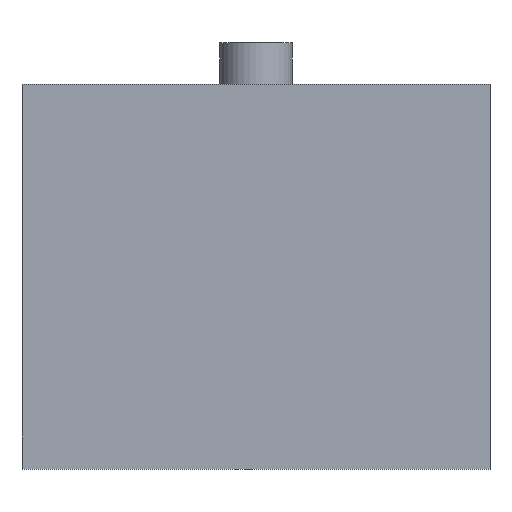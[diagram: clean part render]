
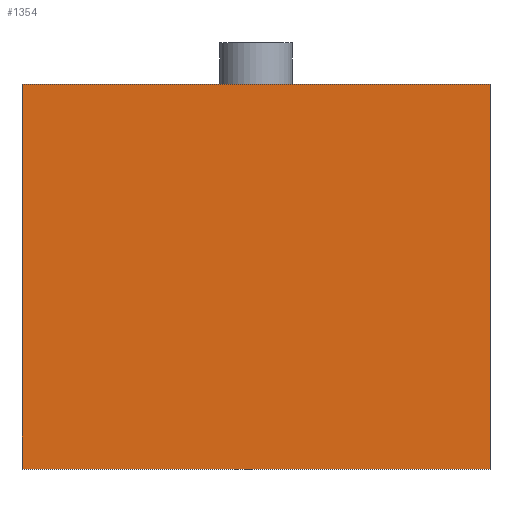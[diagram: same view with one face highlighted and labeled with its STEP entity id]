
A CAD part, top view. The second image highlights one B-rep face of the part: STEP entity #1354.
In plain terms, the highlighted planar face has unit normal (0, 0, 1).
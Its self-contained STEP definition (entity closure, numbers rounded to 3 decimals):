
#64=PLANE('',#1463);
#138=FACE_OUTER_BOUND('',#224,.T.);
#224=EDGE_LOOP('',(#1111,#1112,#1113,#1114));
#344=LINE('',#2058,#506);
#347=LINE('',#2064,#509);
#350=LINE('',#2070,#512);
#353=LINE('',#2075,#515);
#506=VECTOR('',#1675,10.);
#509=VECTOR('',#1680,10.);
#512=VECTOR('',#1685,10.);
#515=VECTOR('',#1690,10.);
#678=VERTEX_POINT('',#2055);
#679=VERTEX_POINT('',#2057);
#681=VERTEX_POINT('',#2063);
#683=VERTEX_POINT('',#2069);
#828=EDGE_CURVE('',#679,#678,#344,.T.);
#831=EDGE_CURVE('',#681,#678,#347,.T.);
#834=EDGE_CURVE('',#683,#681,#350,.T.);
#837=EDGE_CURVE('',#679,#683,#353,.T.);
#1111=ORIENTED_EDGE('',*,*,#837,.F.);
#1112=ORIENTED_EDGE('',*,*,#828,.T.);
#1113=ORIENTED_EDGE('',*,*,#831,.F.);
#1114=ORIENTED_EDGE('',*,*,#834,.F.);
#1354=ADVANCED_FACE('',(#138),#64,.F.);
#1463=AXIS2_PLACEMENT_3D('',#2078,#1694,#1695);
#1675=DIRECTION('',(0.,1.,0.));
#1680=DIRECTION('',(1.,0.,0.));
#1685=DIRECTION('',(0.,1.,0.));
#1690=DIRECTION('',(-1.,0.,0.));
#1694=DIRECTION('center_axis',(0.,0.,-1.));
#1695=DIRECTION('ref_axis',(-1.,0.,0.));
#2055=CARTESIAN_POINT('',(40.,37.,12.));
#2057=CARTESIAN_POINT('',(40.,0.,12.));
#2058=CARTESIAN_POINT('',(40.,0.,12.));
#2063=CARTESIAN_POINT('',(-5.,37.,12.));
#2064=CARTESIAN_POINT('',(-5.,37.,12.));
#2069=CARTESIAN_POINT('',(-5.,0.,12.));
#2070=CARTESIAN_POINT('',(-5.,0.,12.));
#2075=CARTESIAN_POINT('',(35.,0.,12.));
#2078=CARTESIAN_POINT('Origin',(17.5,18.5,12.));
